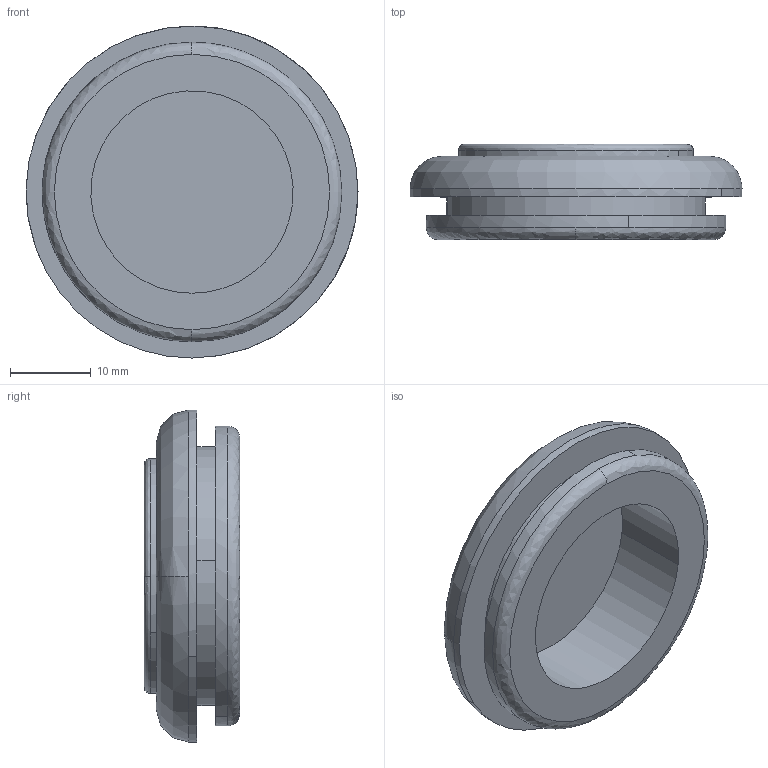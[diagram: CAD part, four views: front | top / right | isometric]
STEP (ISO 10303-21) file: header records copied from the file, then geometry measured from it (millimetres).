
FILE_DESCRIPTION( (''), '2;1');
FILE_NAME ('PC50.12492.TM_MG_10_CRUL_18034.stp','2019-12-19T14:52:02',(''),(''),'spGate 15.6.1','','');
FILE_SCHEMA (('AUTOMOTIVE_DESIGN'));
Length unit declared in the file: millimetre
Bounding box: 41 x 11.8 x 41 mm (x, y, z)
Volume: 6623 mm3; surface area: 5072.4 mm2
Topology: 1 solids, 1 shells, 27 faces, 85 edges, 65 vertices
Faces by surface type: cylinder 12, bspline 8, plane 7
Entity records: 1817 total; most frequent: CARTESIAN_POINT 404, ORIENTED_EDGE 170, DIRECTION 168, COLOUR_RGB 113, PRESENTATION_STYLE_ASSIGNMENT 113, STYLED_ITEM 113, EDGE_CURVE 85, DRAUGHTING_PRE_DEFINED_CURVE_FONT 85
